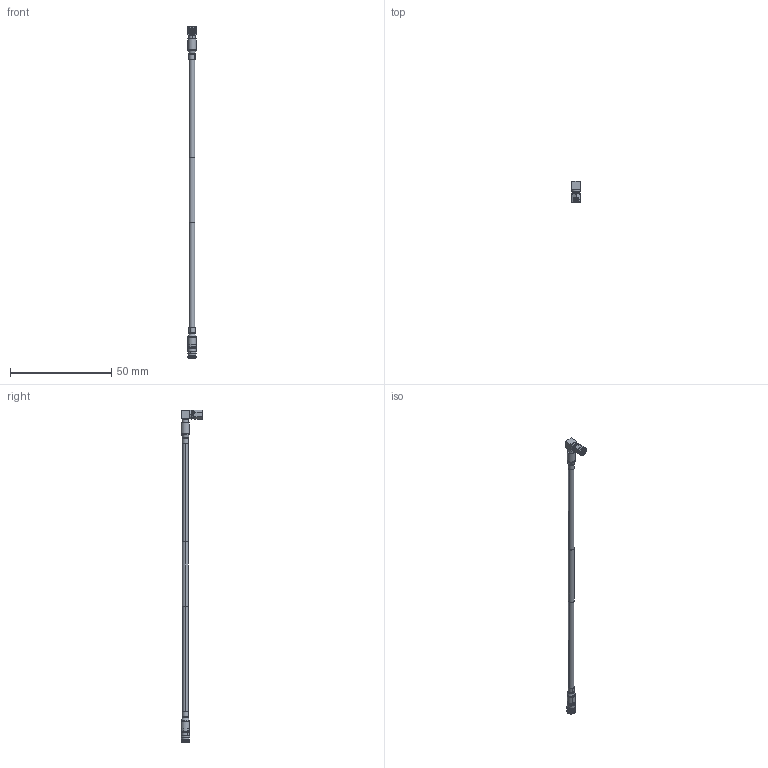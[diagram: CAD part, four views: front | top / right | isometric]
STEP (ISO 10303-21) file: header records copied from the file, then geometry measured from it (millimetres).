
FILE_DESCRIPTION (( 'STEP AP214' ), '1' );
FILE_NAME ('FMCA3264_3D.step', '2023-05-10T07:54:27', ( '' ), ( '' ), 'SwSTEP 2.0', 'SolidWorks 2022', '' );
FILE_SCHEMA (( 'AUTOMOTIVE_DESIGN' ));
Length unit declared in the file: inch
Products named in the file (6): FMCA3264_3D; HeatShrink_SC5833; FM-SR086TBJ; HeatShrink_FMCN1431; PE45384／FMCN1269(Ticket #1333)_默认; PE44786_SC5153_默认
Assembly tree (5 placements, depth 2):
  FMCA3264_3D
    FM-SR086TBJ
    PE44786_SC5153_默认
    HeatShrink_FMCN1431
    PE45384／FMCN1269(Ticket #1333)_默认
    HeatShrink_SC5833
Bounding box: 4.32 x 10.84 x 164.03 mm (x, y, z)
Volume: 1280 mm3; surface area: 2227 mm2
Topology: 5 solids, 5 shells, 228 faces, 555 edges, 354 vertices
Faces by surface type: plane 100, cylinder 83, cone 30, torus 12, bspline 3
Entity records: 7807 total; most frequent: CARTESIAN_POINT 2124, DIRECTION 1133, ORIENTED_EDGE 1110, EDGE_CURVE 555, AXIS2_PLACEMENT_3D 443, VERTEX_POINT 354, EDGE_LOOP 251, LINE 247
